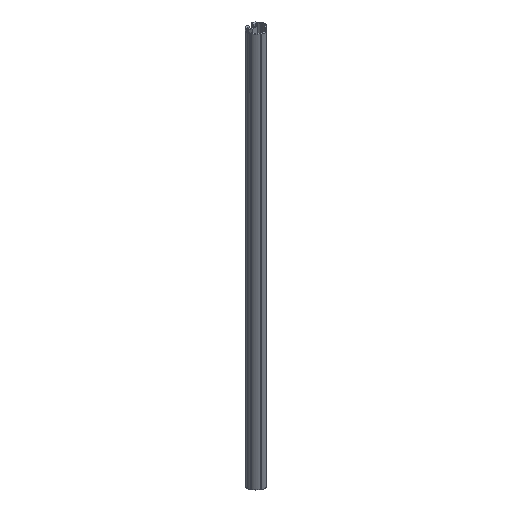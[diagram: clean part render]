
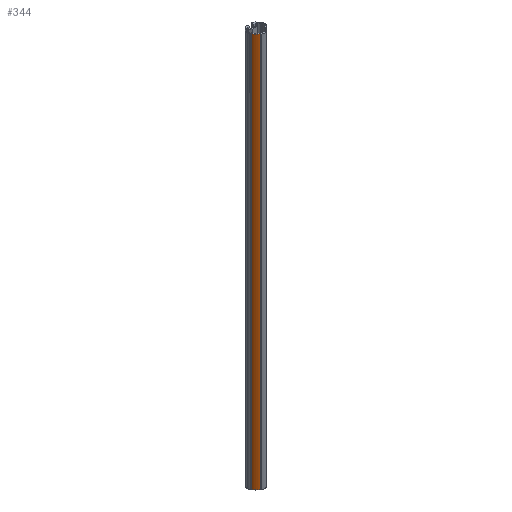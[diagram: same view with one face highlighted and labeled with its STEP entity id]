
A CAD part, isometric view. The second image highlights one B-rep face of the part: STEP entity #344.
In plain terms, the highlighted cylindrical face has radius 19 mm (diameter 38 mm), a partial arc.
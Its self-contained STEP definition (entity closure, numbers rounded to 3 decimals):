
#49 = AXIS2_PLACEMENT_3D ( 'NONE', #1521, #2312, #2283 ) ;
#163 = CARTESIAN_POINT ( 'NONE',  ( -17.984, -6.131, 0. ) ) ;
#207 = CARTESIAN_POINT ( 'NONE',  ( -6.131, -17.984, 1000. ) ) ;
#213 = CARTESIAN_POINT ( 'NONE',  ( -6.131, -17.984, 1000. ) ) ;
#225 = ORIENTED_EDGE ( 'NONE', *, *, #1517, .F. ) ;
#241 = AXIS2_PLACEMENT_3D ( 'NONE', #1322, #361, #1938 ) ;
#251 = VERTEX_POINT ( 'NONE', #2454 ) ;
#291 = ORIENTED_EDGE ( 'NONE', *, *, #528, .T. ) ;
#305 = DIRECTION ( 'NONE',  ( 0., 0., 1. ) ) ;
#344 = ADVANCED_FACE ( 'NONE', ( #930 ), #2304, .T. ) ;
#360 = VERTEX_POINT ( 'NONE', #163 ) ;
#361 = DIRECTION ( 'NONE',  ( 0., 0., -1. ) ) ;
#486 = ORIENTED_EDGE ( 'NONE', *, *, #824, .T. ) ;
#528 = EDGE_CURVE ( 'NONE', #251, #360, #2341, .T. ) ;
#824 = EDGE_CURVE ( 'NONE', #360, #2463, #1826, .T. ) ;
#930 = FACE_OUTER_BOUND ( 'NONE', #1894, .T. ) ;
#998 = EDGE_CURVE ( 'NONE', #251, #2412, #2057, .T. ) ;
#1070 = DIRECTION ( 'NONE',  ( 1., 0., 0. ) ) ;
#1322 = CARTESIAN_POINT ( 'NONE',  ( 0., 0., 1000. ) ) ;
#1323 = ORIENTED_EDGE ( 'NONE', *, *, #998, .F. ) ;
#1326 = CARTESIAN_POINT ( 'NONE',  ( -6.131, -17.984, 0. ) ) ;
#1370 = DIRECTION ( 'NONE',  ( 0., 0., -1. ) ) ;
#1459 = VECTOR ( 'NONE', #1575, 1000. ) ;
#1470 = CARTESIAN_POINT ( 'NONE',  ( 0., 0., 1000. ) ) ;
#1517 = EDGE_CURVE ( 'NONE', #2412, #2463, #2140, .T. ) ;
#1521 = CARTESIAN_POINT ( 'NONE',  ( 0., 0., 0. ) ) ;
#1575 = DIRECTION ( 'NONE',  ( 0., 0., -1. ) ) ;
#1726 = VECTOR ( 'NONE', #1370, 1000. ) ;
#1826 = CIRCLE ( 'NONE', #49, 19. ) ;
#1894 = EDGE_LOOP ( 'NONE', ( #486, #225, #1323, #291 ) ) ;
#1938 = DIRECTION ( 'NONE',  ( -1., 0., 0. ) ) ;
#2002 = CARTESIAN_POINT ( 'NONE',  ( -17.984, -6.131, 1000. ) ) ;
#2057 = CIRCLE ( 'NONE', #2292, 19. ) ;
#2140 = LINE ( 'NONE', #213, #1726 ) ;
#2283 = DIRECTION ( 'NONE',  ( 1., 0., 0. ) ) ;
#2292 = AXIS2_PLACEMENT_3D ( 'NONE', #1470, #305, #1070 ) ;
#2304 = CYLINDRICAL_SURFACE ( 'NONE', #241, 19. ) ;
#2312 = DIRECTION ( 'NONE',  ( 0., 0., 1. ) ) ;
#2341 = LINE ( 'NONE', #2002, #1459 ) ;
#2412 = VERTEX_POINT ( 'NONE', #207 ) ;
#2454 = CARTESIAN_POINT ( 'NONE',  ( -17.984, -6.131, 1000. ) ) ;
#2463 = VERTEX_POINT ( 'NONE', #1326 ) ;
